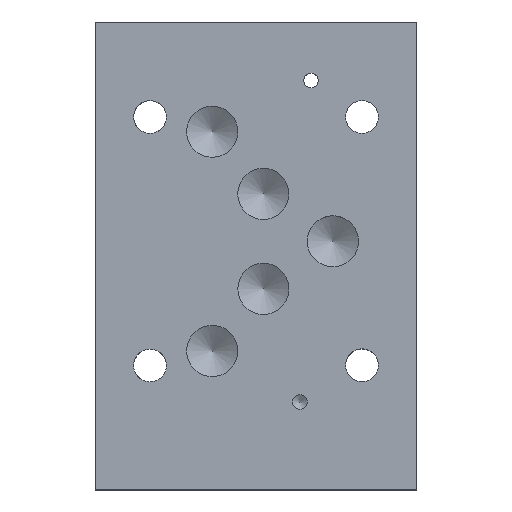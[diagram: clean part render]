
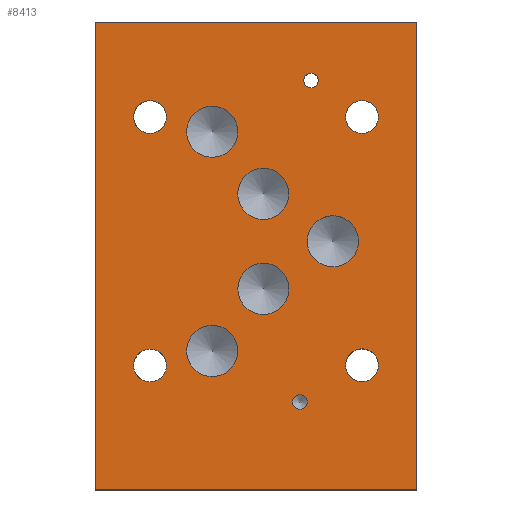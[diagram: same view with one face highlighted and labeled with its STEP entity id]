
A CAD part, top view. The second image highlights one B-rep face of the part: STEP entity #8413.
In plain terms, the highlighted planar face has unit normal (0, 0, 1).
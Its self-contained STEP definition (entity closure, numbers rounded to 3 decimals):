
#138=CIRCLE('',#8830,3.569);
#139=CIRCLE('',#8832,3.569);
#140=CIRCLE('',#8834,3.569);
#141=CIRCLE('',#8836,3.569);
#142=CIRCLE('',#8838,1.588);
#144=CIRCLE('',#8842,1.588);
#146=CIRCLE('',#8846,5.556);
#148=CIRCLE('',#8850,5.556);
#150=CIRCLE('',#8854,5.556);
#152=CIRCLE('',#8858,5.556);
#154=CIRCLE('',#8862,5.563);
#213=FACE_BOUND('',#1401,.T.);
#214=FACE_BOUND('',#1402,.T.);
#215=FACE_BOUND('',#1403,.T.);
#216=FACE_BOUND('',#1404,.T.);
#217=FACE_BOUND('',#1405,.T.);
#218=FACE_BOUND('',#1406,.T.);
#219=FACE_BOUND('',#1407,.T.);
#220=FACE_BOUND('',#1408,.T.);
#221=FACE_BOUND('',#1409,.T.);
#222=FACE_BOUND('',#1410,.T.);
#223=FACE_BOUND('',#1411,.T.);
#906=FACE_OUTER_BOUND('',#1400,.T.);
#1400=EDGE_LOOP('',(#7318,#7319,#7320,#7321));
#1401=EDGE_LOOP('',(#7322));
#1402=EDGE_LOOP('',(#7323));
#1403=EDGE_LOOP('',(#7324));
#1404=EDGE_LOOP('',(#7325));
#1405=EDGE_LOOP('',(#7326));
#1406=EDGE_LOOP('',(#7327));
#1407=EDGE_LOOP('',(#7328));
#1408=EDGE_LOOP('',(#7329));
#1409=EDGE_LOOP('',(#7330));
#1410=EDGE_LOOP('',(#7331));
#1411=EDGE_LOOP('',(#7332));
#1794=LINE('',#12513,#2678);
#2230=LINE('',#13675,#3114);
#2293=LINE('',#14086,#3177);
#2295=LINE('',#14089,#3179);
#2678=VECTOR('',#9488,10.);
#3114=VECTOR('',#10240,10.);
#3177=VECTOR('',#10617,10.);
#3179=VECTOR('',#10621,10.);
#3522=VERTEX_POINT('',#12510);
#3523=VERTEX_POINT('',#12512);
#3835=VERTEX_POINT('',#13674);
#3913=VERTEX_POINT('',#14011);
#3914=VERTEX_POINT('',#14015);
#3915=VERTEX_POINT('',#14019);
#3916=VERTEX_POINT('',#14023);
#3917=VERTEX_POINT('',#14027);
#3920=VERTEX_POINT('',#14036);
#3923=VERTEX_POINT('',#14045);
#3926=VERTEX_POINT('',#14054);
#3929=VERTEX_POINT('',#14063);
#3932=VERTEX_POINT('',#14072);
#3935=VERTEX_POINT('',#14081);
#3936=VERTEX_POINT('',#14085);
#4449=EDGE_CURVE('',#3523,#3522,#1794,.T.);
#4917=EDGE_CURVE('',#3835,#3523,#2230,.T.);
#5032=EDGE_CURVE('',#3913,#3913,#138,.T.);
#5034=EDGE_CURVE('',#3914,#3914,#139,.T.);
#5036=EDGE_CURVE('',#3915,#3915,#140,.T.);
#5038=EDGE_CURVE('',#3916,#3916,#141,.T.);
#5040=EDGE_CURVE('',#3917,#3917,#142,.T.);
#5044=EDGE_CURVE('',#3920,#3920,#144,.T.);
#5048=EDGE_CURVE('',#3923,#3923,#146,.T.);
#5052=EDGE_CURVE('',#3926,#3926,#148,.T.);
#5056=EDGE_CURVE('',#3929,#3929,#150,.T.);
#5060=EDGE_CURVE('',#3932,#3932,#152,.T.);
#5064=EDGE_CURVE('',#3935,#3935,#154,.T.);
#5066=EDGE_CURVE('',#3936,#3835,#2293,.T.);
#5068=EDGE_CURVE('',#3522,#3936,#2295,.T.);
#7318=ORIENTED_EDGE('',*,*,#4917,.T.);
#7319=ORIENTED_EDGE('',*,*,#4449,.T.);
#7320=ORIENTED_EDGE('',*,*,#5068,.T.);
#7321=ORIENTED_EDGE('',*,*,#5066,.T.);
#7322=ORIENTED_EDGE('',*,*,#5032,.T.);
#7323=ORIENTED_EDGE('',*,*,#5034,.T.);
#7324=ORIENTED_EDGE('',*,*,#5036,.T.);
#7325=ORIENTED_EDGE('',*,*,#5038,.T.);
#7326=ORIENTED_EDGE('',*,*,#5040,.T.);
#7327=ORIENTED_EDGE('',*,*,#5044,.T.);
#7328=ORIENTED_EDGE('',*,*,#5048,.T.);
#7329=ORIENTED_EDGE('',*,*,#5052,.T.);
#7330=ORIENTED_EDGE('',*,*,#5056,.T.);
#7331=ORIENTED_EDGE('',*,*,#5060,.T.);
#7332=ORIENTED_EDGE('',*,*,#5064,.T.);
#7628=PLANE('',#8867);
#8413=ADVANCED_FACE('',(#906,#213,#214,#215,#216,#217,#218,#219,#220,#221,
#222,#223),#7628,.T.);
#8830=AXIS2_PLACEMENT_3D('',#14012,#10532,#10533);
#8832=AXIS2_PLACEMENT_3D('',#14016,#10537,#10538);
#8834=AXIS2_PLACEMENT_3D('',#14020,#10542,#10543);
#8836=AXIS2_PLACEMENT_3D('',#14024,#10547,#10548);
#8838=AXIS2_PLACEMENT_3D('',#14028,#10552,#10553);
#8842=AXIS2_PLACEMENT_3D('',#14037,#10562,#10563);
#8846=AXIS2_PLACEMENT_3D('',#14046,#10572,#10573);
#8850=AXIS2_PLACEMENT_3D('',#14055,#10582,#10583);
#8854=AXIS2_PLACEMENT_3D('',#14064,#10592,#10593);
#8858=AXIS2_PLACEMENT_3D('',#14073,#10602,#10603);
#8862=AXIS2_PLACEMENT_3D('',#14082,#10612,#10613);
#8867=AXIS2_PLACEMENT_3D('',#14092,#10626,#10627);
#9488=DIRECTION('',(0.,1.,0.));
#10240=DIRECTION('',(1.,0.,0.));
#10532=DIRECTION('center_axis',(0.,0.,-1.));
#10533=DIRECTION('ref_axis',(1.,0.,0.));
#10537=DIRECTION('center_axis',(0.,0.,-1.));
#10538=DIRECTION('ref_axis',(1.,0.,0.));
#10542=DIRECTION('center_axis',(0.,0.,-1.));
#10543=DIRECTION('ref_axis',(1.,0.,0.));
#10547=DIRECTION('center_axis',(0.,0.,-1.));
#10548=DIRECTION('ref_axis',(1.,0.,0.));
#10552=DIRECTION('center_axis',(0.,0.,-1.));
#10553=DIRECTION('ref_axis',(1.,0.,0.));
#10562=DIRECTION('center_axis',(0.,0.,-1.));
#10563=DIRECTION('ref_axis',(1.,0.,0.));
#10572=DIRECTION('center_axis',(0.,0.,-1.));
#10573=DIRECTION('ref_axis',(1.,0.,0.));
#10582=DIRECTION('center_axis',(0.,0.,-1.));
#10583=DIRECTION('ref_axis',(1.,0.,0.));
#10592=DIRECTION('center_axis',(0.,0.,-1.));
#10593=DIRECTION('ref_axis',(1.,0.,0.));
#10602=DIRECTION('center_axis',(0.,0.,-1.));
#10603=DIRECTION('ref_axis',(1.,0.,0.));
#10612=DIRECTION('center_axis',(0.,0.,-1.));
#10613=DIRECTION('ref_axis',(1.,0.,0.));
#10617=DIRECTION('',(0.,-1.,0.));
#10621=DIRECTION('',(-1.,0.,0.));
#10626=DIRECTION('center_axis',(0.,0.,1.));
#10627=DIRECTION('ref_axis',(1.,0.,0.));
#12510=CARTESIAN_POINT('',(69.85,101.6,25.4));
#12512=CARTESIAN_POINT('',(69.85,0.,25.4));
#12513=CARTESIAN_POINT('',(69.85,0.,25.4));
#13674=CARTESIAN_POINT('',(0.,0.,25.4));
#13675=CARTESIAN_POINT('',(0.,0.,25.4));
#14011=CARTESIAN_POINT('',(8.331,80.988,25.4));
#14012=CARTESIAN_POINT('Origin',(11.9,80.988,25.4));
#14015=CARTESIAN_POINT('',(8.344,27.,25.4));
#14016=CARTESIAN_POINT('Origin',(11.913,27.,25.4));
#14019=CARTESIAN_POINT('',(54.381,27.038,25.4));
#14020=CARTESIAN_POINT('Origin',(57.95,27.038,25.4));
#14023=CARTESIAN_POINT('',(54.381,80.988,25.4));
#14024=CARTESIAN_POINT('Origin',(57.95,80.988,25.4));
#14027=CARTESIAN_POINT('',(45.276,88.9,25.4));
#14028=CARTESIAN_POINT('Origin',(46.863,88.9,25.4));
#14036=CARTESIAN_POINT('',(42.863,19.05,25.4));
#14037=CARTESIAN_POINT('Origin',(44.45,19.05,25.4));
#14045=CARTESIAN_POINT('',(30.974,43.645,25.4));
#14046=CARTESIAN_POINT('Origin',(36.53,43.645,25.4));
#14054=CARTESIAN_POINT('',(19.864,77.775,25.4));
#14055=CARTESIAN_POINT('Origin',(25.42,77.775,25.4));
#14063=CARTESIAN_POINT('',(30.969,64.28,25.4));
#14064=CARTESIAN_POINT('Origin',(36.525,64.28,25.4));
#14072=CARTESIAN_POINT('',(19.864,30.15,25.4));
#14073=CARTESIAN_POINT('Origin',(25.42,30.15,25.4));
#14081=CARTESIAN_POINT('',(46.05,53.962,25.4));
#14082=CARTESIAN_POINT('Origin',(51.613,53.962,25.4));
#14085=CARTESIAN_POINT('',(0.,101.6,25.4));
#14086=CARTESIAN_POINT('',(0.,101.6,25.4));
#14089=CARTESIAN_POINT('',(69.85,101.6,25.4));
#14092=CARTESIAN_POINT('Origin',(34.925,50.8,25.4));
